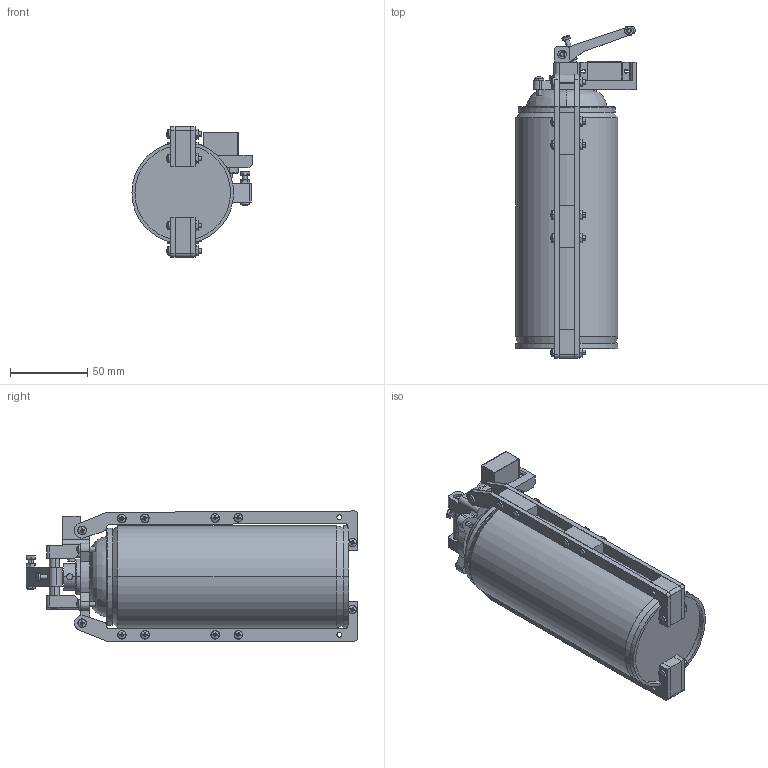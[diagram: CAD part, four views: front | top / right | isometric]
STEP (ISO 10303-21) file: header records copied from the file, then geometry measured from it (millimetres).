
FILE_DESCRIPTION (( 'STEP AP214' ), '1' );
FILE_NAME ('Graffiti.Balloon.Sprayes.Asm.STEP', '2019-01-31T10:09:00', ( 'Windows User' ), ( '' ), 'SwSTEP 2.0', 'SolidWorks 2016', '' );
FILE_SCHEMA (( 'AUTOMOTIVE_DESIGN' ));
Length unit declared in the file: millimetre
Products named in the file (15): Graffiti.Balloon.Sprayes.Asm; AutoSprayer.Arm; AutoSprayer.Bushing; studbolt_din_DIN 976-1 -- M3 x 40  A--  N; hex nut style 1 gradeab_din_Hexagon Nut ISO 4032 - M3 - D - N; ServoMotor_Valor predeterminado; AutoSprayer.SpcaerUp; pan head cross recess screw_din_DIN EN ISO 7045 - M3 x 16 - Z - 16N; pan head cross recess screw_din_DIN EN ISO 7045 - M3 x 20 - Z - 20N; Graffiti.Arm.Asm; Balloon; AutoSprayer.Brace_v2; AutoSprayer.SpacerDw; pan head cross recess screw_din_DIN EN ISO 7045 - M3 x 10 - Z - 10N; AutoSprayer.Knob
Assembly tree (47 placements, depth 3):
  Graffiti.Balloon.Sprayes.Asm
    AutoSprayer.Brace_v2
    AutoSprayer.Knob
    Balloon
    Graffiti.Arm.Asm  x2
      AutoSprayer.Arm
      AutoSprayer.SpacerDw
      AutoSprayer.SpcaerUp
    ServoMotor_Valor predeterminado
    pan head cross recess screw_din_DIN EN ISO 7045 - M3 x 20 - Z - 20N  x14
    pan head cross recess screw_din_DIN EN ISO 7045 - M3 x 16 - Z - 16N
    studbolt_din_DIN 976-1 -- M3 x 40  A--  N
    hex nut style 1 gradeab_din_Hexagon Nut ISO 4032 - M3 - D - N  x15
    pan head cross recess screw_din_DIN EN ISO 7045 - M3 x 10 - Z - 10N  x3
    AutoSprayer.Bushing  x2
Bounding box: 78 x 215.5 x 84.41 mm (x, y, z)
Volume: 613484.5 mm3; surface area: 89880.6 mm2
Topology: 50 solids, 50 shells, 1737 faces, 4117 edges, 2443 vertices
Faces by surface type: plane 709, cone 450, cylinder 402, torus 107, sphere 56, bspline 13
Entity records: 19693 total; most frequent: CARTESIAN_POINT 4022, DIRECTION 3010, ORIENTED_EDGE 2682, EDGE_CURVE 1341, AXIS2_PLACEMENT_3D 1211, VERTEX_POINT 819, EDGE_LOOP 630, CIRCLE 613
